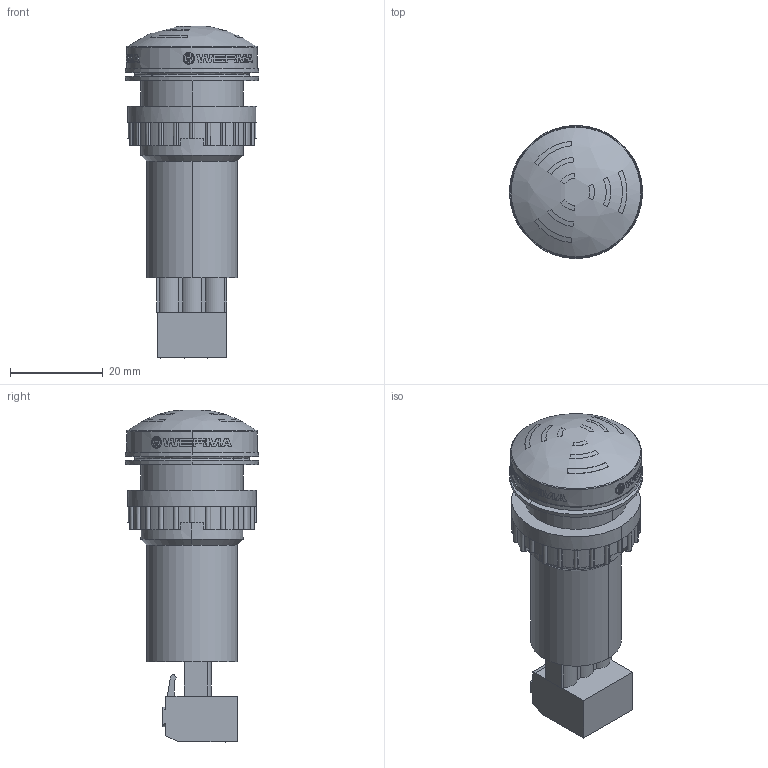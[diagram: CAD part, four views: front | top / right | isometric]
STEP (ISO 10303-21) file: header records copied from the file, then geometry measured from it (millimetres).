
FILE_DESCRIPTION (( 'STEP AP203' ), '1' );
FILE_NAME ('10700060.step', '2022-04-12T14:13:30', ( '' ), ( '' ), 'SwSTEP 2.0', 'SolidWorks 2021', '' );
FILE_SCHEMA (( 'CONFIG_CONTROL_DESIGN' ));
Length unit declared in the file: inch
Products named in the file (1): 10700060
Bounding box: 28.7 x 28.7 x 71.57 mm (x, y, z)
Volume: 24342 mm3; surface area: 7411.9 mm2
Topology: 1 solids, 1 shells, 617 faces, 1667 edges, 1104 vertices
Faces by surface type: plane 321, cylinder 148, bspline 136, cone 12
Entity records: 23330 total; most frequent: CARTESIAN_POINT 8241, ORIENTED_EDGE 3334, DIRECTION 2809, EDGE_CURVE 1667, VERTEX_POINT 1104, AXIS2_PLACEMENT_3D 940, LINE 929, VECTOR 929
